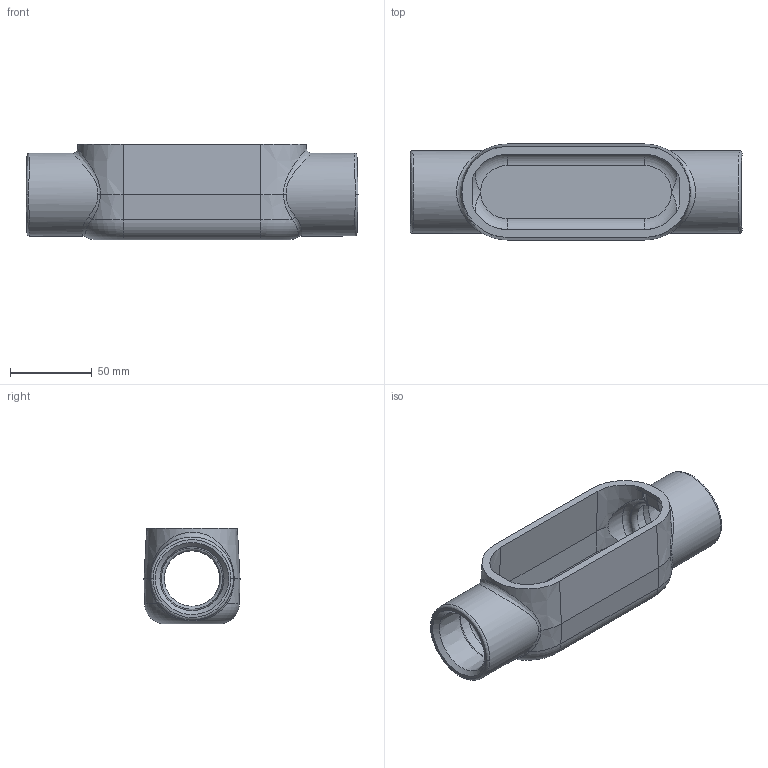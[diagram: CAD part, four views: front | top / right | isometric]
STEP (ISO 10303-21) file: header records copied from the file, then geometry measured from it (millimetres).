
FILE_DESCRIPTION(/* description */ (''),/* implementation_level */ '2;1');
FILE_NAME(/* name */ 'KIL_C47.stp',/* time_stamp */ '2019-02-15T09:34:50+05:00',/* author */ ('avenkatesan'),/* organization */ (''),/* preprocessor_version */ 'ST-DEVELOPER v17',/* originating_system */ 'Autodesk Inventor 2018',/* authorisation */ '');
FILE_SCHEMA (('AUTOMOTIVE_DESIGN { 1 0 10303 214 3 1 1 }'));
Length unit declared in the file: inch
Products named in the file (1): 17681
Bounding box: 203.27 x 58.82 x 58.72 mm (x, y, z)
Volume: 154519.4 mm3; surface area: 66882.9 mm2
Topology: 1 solids, 1 shells, 100 faces, 270 edges, 172 vertices
Faces by surface type: plane 34, cone 20, cylinder 18, bspline 16, torus 12
Full cylindrical faces by diameter (mm): 42.316 x2, 50.8 x2
Entity records: 6664 total; most frequent: CARTESIAN_POINT 4126, ORIENTED_EDGE 540, DIRECTION 516, EDGE_CURVE 270, AXIS2_PLACEMENT_3D 218, VERTEX_POINT 172, EDGE_LOOP 104, FACE_OUTER_BOUND 100
